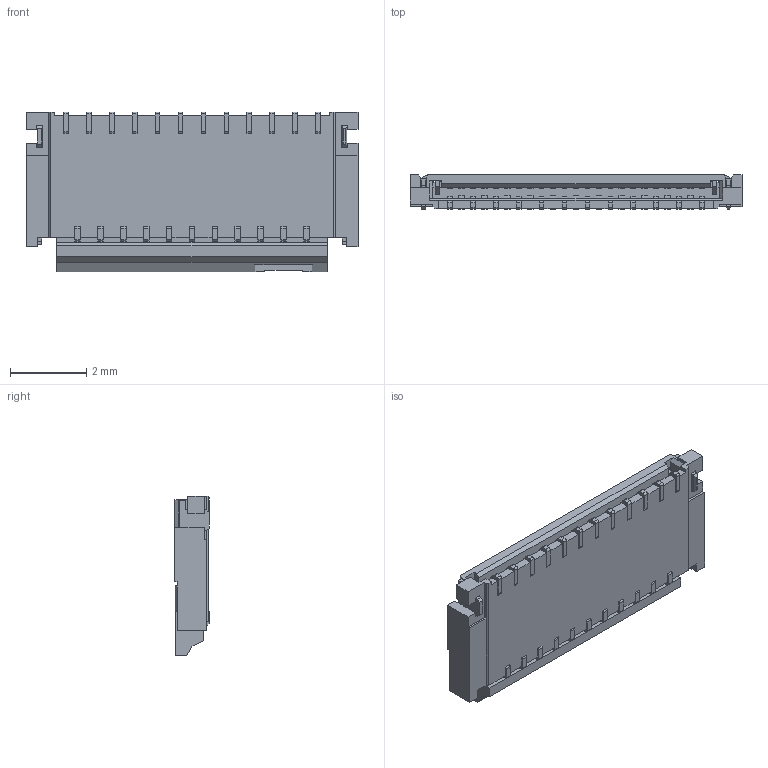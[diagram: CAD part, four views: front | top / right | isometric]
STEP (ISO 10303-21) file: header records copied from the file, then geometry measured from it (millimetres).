
FILE_DESCRIPTION((''),'2;1');
FILE_NAME('5022502391','2018-01-23T',('ghp'),(''),'PRO/ENGINEER BY PARAMETRIC TECHNOLOGY CORPORATION, 2012310','PRO/ENGINEER BY PARAMETRIC TECHNOLOGY CORPORATION, 2012310','');
FILE_SCHEMA(('CONFIG_CONTROL_DESIGN'));
Length unit declared in the file: millimetre
Products named in the file (1): 5022502391
Bounding box: 8.7 x 0.9 x 4.19 mm (x, y, z)
Volume: 20.7 mm3; surface area: 160.2 mm2
Topology: 1 solids, 1 shells, 989 faces, 3223 edges, 2176 vertices
Faces by surface type: plane 831, cylinder 158
Entity records: 35147 total; most frequent: CARTESIAN_POINT 6321, ORIENTED_EDGE 6242, DIRECTION 5621, EDGE_CURVE 3121, VECTOR 2797, LINE 2797, VERTEX_POINT 2072, AXIS2_PLACEMENT_3D 1412
